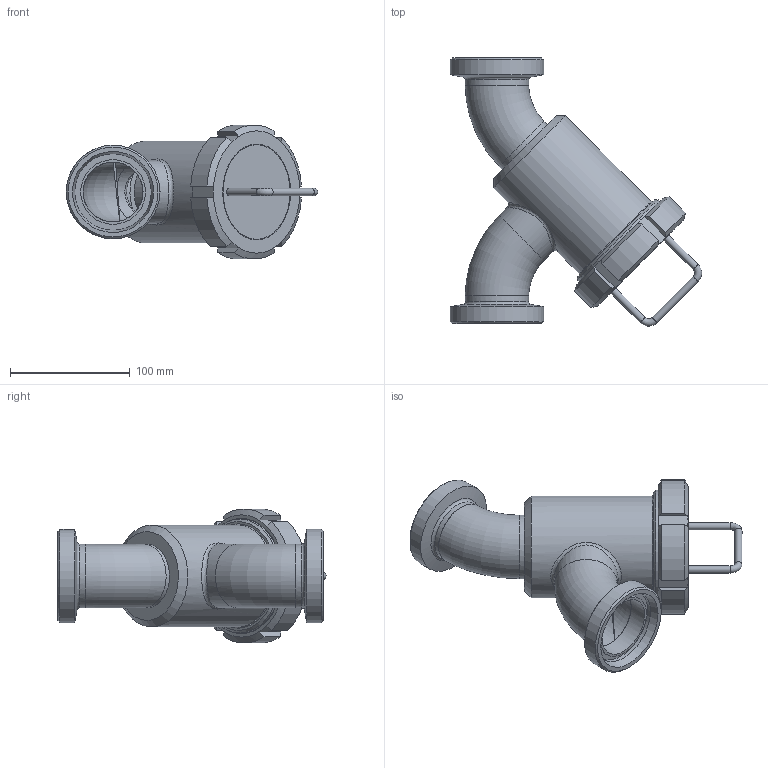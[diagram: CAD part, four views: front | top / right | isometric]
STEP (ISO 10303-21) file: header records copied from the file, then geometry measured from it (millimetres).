
FILE_DESCRIPTION(/* description */ (''),/* implementation_level */ '2;1');
FILE_NAME(/* name */ '60500050XX00.stp',/* time_stamp */ '2016-06-23T07:30:48+02:00',/* author */ ('thilbrands'),/* organization */ (''),/* preprocessor_version */ 'ST-DEVELOPER v15.6',/* originating_system */ 'Autodesk Inventor 2015',/* authorisation */ '');
FILE_SCHEMA (('AUTOMOTIVE_DESIGN { 1 0 10303 214 3 1 1 }'));
Length unit declared in the file: millimetre
Products named in the file (1): ENG-028769_Shrinkwrap_1
Bounding box: 209.73 x 223.63 x 111.58 mm (x, y, z)
Volume: 418103.7 mm3; surface area: 216031.2 mm2
Topology: 1 solids, 2 shells, 137 faces, 288 edges, 175 vertices
Faces by surface type: plane 50, cylinder 41, cone 35, torus 9, bspline 2
Full cylindrical faces by diameter (mm): 6 x3, 45 x1, 50 x5, 52 x1, 53 x4, 54 x2, 55 x2, 63.8 x2, 76.7 x1, 78 x3, 79 x2, 80 x1, 81 x1, 82.7 x2, 83 x1, 85 x1, 90 x1, 95 x1, 95.4 x1
Entity records: 4049 total; most frequent: CARTESIAN_POINT 1338, DIRECTION 534, ORIENTED_EDGE 414, AXIS2_PLACEMENT_3D 255, EDGE_LOOP 230, EDGE_CURVE 207, VERTEX_POINT 161, STYLED_ITEM 138
